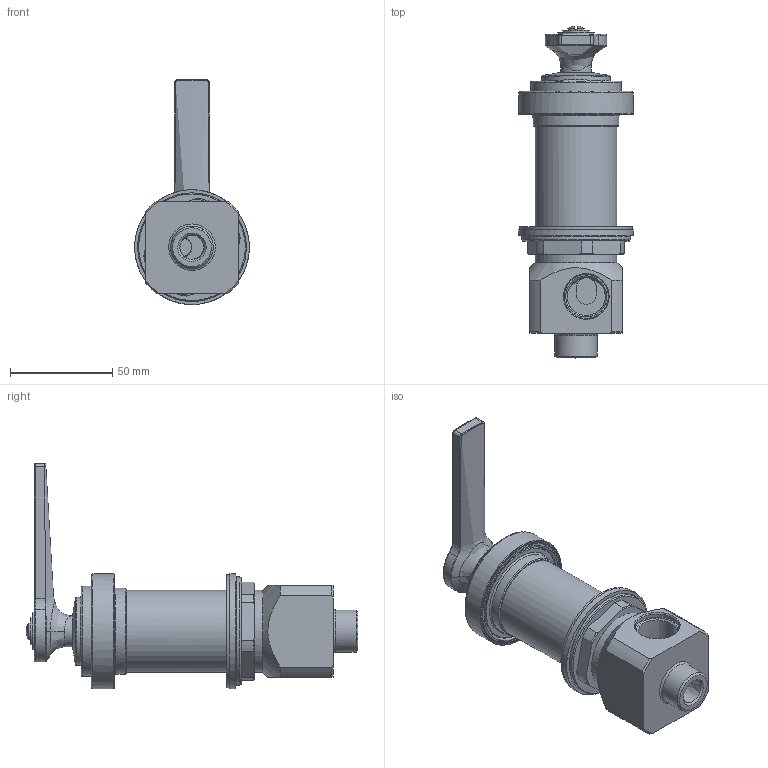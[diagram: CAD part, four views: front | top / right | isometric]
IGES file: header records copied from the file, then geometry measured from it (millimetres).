
Global section: file name: V7K41-LF; native system: Autodesk Inventor 2018; preprocessor: unknown; author: aduggalther; date: 20170818.111915; units: millimetre
Bounding box: 56 x 162 x 109.89 mm (x, y, z)
Volume: 196638.4 mm3; surface area: 91394 mm2
Topology: 20 solids, 20 shells, 546 faces, 1466 edges, 1012 vertices
Faces by surface type: bspline 546
